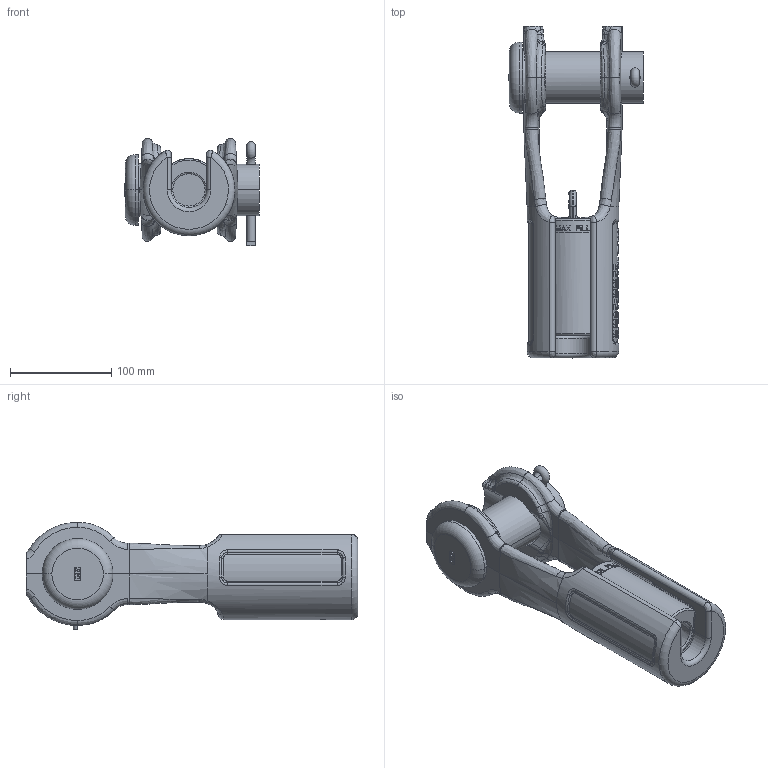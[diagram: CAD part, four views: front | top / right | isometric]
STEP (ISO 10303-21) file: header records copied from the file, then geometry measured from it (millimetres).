
FILE_DESCRIPTION((''),'2;1');
FILE_NAME('CROSBY_SB-427_22-26MM_1052032','2013-02-05T',('Alan Doughty'),('The Crosby Group LLC'),'PRO/ENGINEER BY PARAMETRIC TECHNOLOGY CORPORATION, 2012420','PRO/ENGINEER BY PARAMETRIC TECHNOLOGY CORPORATION, 2012420','');
FILE_SCHEMA(('AUTOMOTIVE_DESIGN { 1 0 10303 214 1 1 1 1 }'));
Length unit declared in the file: inch
Products named in the file (1): CROSBY_SB-427_22-26MM_1052032
Bounding box: 132.89 x 327.15 x 105.66 mm (x, y, z)
Volume: 1178066.7 mm3; surface area: 206037.8 mm2
Topology: 3 solids, 3 shells, 914 faces, 2361 edges, 1498 vertices
Faces by surface type: plane 432, bspline 196, cylinder 122, extrusion 90, torus 66, cone 6, sphere 2
Entity records: 47965 total; most frequent: CARTESIAN_POINT 19885, ORIENTED_EDGE 4722, DIRECTION 3302, PRESENTATION_STYLE_ASSIGNMENT 2413, STYLED_ITEM 2364, CURVE_STYLE 2361, EDGE_CURVE 2361, VERTEX_POINT 1498
